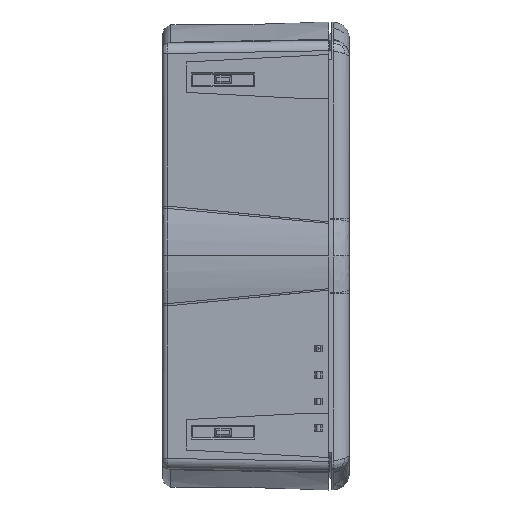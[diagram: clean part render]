
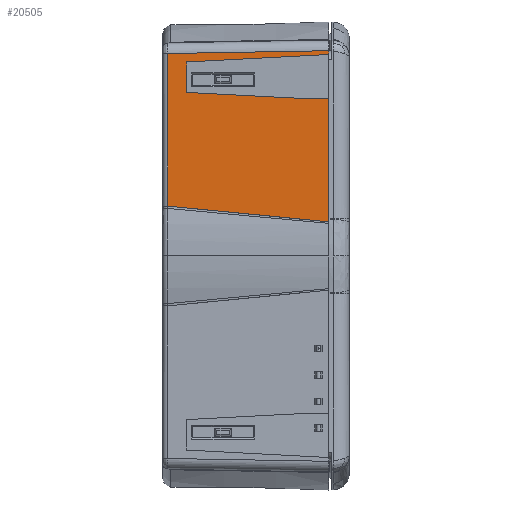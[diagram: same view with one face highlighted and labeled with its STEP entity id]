
A CAD part, left-side view. The second image highlights one B-rep face of the part: STEP entity #20505.
In plain terms, the highlighted planar face has unit normal (-1, 0.018, 0).
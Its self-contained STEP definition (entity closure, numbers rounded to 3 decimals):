
#1033=PLANE('',#21566);
#2028=FACE_OUTER_BOUND('',#3149,.T.);
#3149=EDGE_LOOP('',(#17535,#17536,#17537,#17538,#17539,#17540,#17541,#17542,
#17543,#17544));
#4718=LINE('',#31832,#6758);
#4756=LINE('',#31926,#6796);
#4759=LINE('',#31931,#6799);
#5296=LINE('',#37229,#7336);
#5297=LINE('',#37232,#7337);
#5298=LINE('',#37234,#7338);
#5299=LINE('',#37235,#7339);
#5300=LINE('',#37236,#7340);
#5301=LINE('',#37237,#7341);
#6758=VECTOR('',#23749,1.);
#6796=VECTOR('',#23807,1.);
#6799=VECTOR('',#23810,1.);
#7336=VECTOR('',#25261,1.);
#7337=VECTOR('',#25264,1.);
#7338=VECTOR('',#25265,1.);
#7339=VECTOR('',#25266,1.);
#7340=VECTOR('',#25267,1.);
#7341=VECTOR('',#25268,1.);
#8099=B_SPLINE_CURVE_WITH_KNOTS('',3,(#37204,#37205,#37206,#37207,#37208,
#37209,#37210,#37211,#37212,#37213,#37214,#37215,#37216,#37217),
 .UNSPECIFIED.,.F.,.F.,(4,2,2,2,2,2,4),(0.,0.201,0.467,
0.5,0.734,0.867,1.),.UNSPECIFIED.);
#9181=VERTEX_POINT('',#31828);
#9183=VERTEX_POINT('',#31831);
#9228=VERTEX_POINT('',#31923);
#9229=VERTEX_POINT('',#31925);
#9231=VERTEX_POINT('',#31930);
#9764=VERTEX_POINT('',#37202);
#9765=VERTEX_POINT('',#37219);
#9766=VERTEX_POINT('',#37221);
#9767=VERTEX_POINT('',#37231);
#9768=VERTEX_POINT('',#37233);
#11558=EDGE_CURVE('',#9181,#9183,#4718,.T.);
#11605=EDGE_CURVE('',#9229,#9228,#4756,.T.);
#11608=EDGE_CURVE('',#9231,#9183,#4759,.T.);
#12429=EDGE_CURVE('',#9231,#9764,#8099,.T.);
#12432=EDGE_CURVE('',#9765,#9766,#5296,.T.);
#12433=EDGE_CURVE('',#9767,#9181,#5297,.T.);
#12434=EDGE_CURVE('',#9767,#9768,#5298,.T.);
#12435=EDGE_CURVE('',#9229,#9768,#5299,.T.);
#12436=EDGE_CURVE('',#9228,#9765,#5300,.T.);
#12437=EDGE_CURVE('',#9764,#9766,#5301,.T.);
#17535=ORIENTED_EDGE('',*,*,#11608,.T.);
#17536=ORIENTED_EDGE('',*,*,#11558,.F.);
#17537=ORIENTED_EDGE('',*,*,#12433,.F.);
#17538=ORIENTED_EDGE('',*,*,#12434,.T.);
#17539=ORIENTED_EDGE('',*,*,#12435,.F.);
#17540=ORIENTED_EDGE('',*,*,#11605,.T.);
#17541=ORIENTED_EDGE('',*,*,#12436,.T.);
#17542=ORIENTED_EDGE('',*,*,#12432,.T.);
#17543=ORIENTED_EDGE('',*,*,#12437,.F.);
#17544=ORIENTED_EDGE('',*,*,#12429,.F.);
#20505=ADVANCED_FACE('',(#2028),#1033,.T.);
#21566=AXIS2_PLACEMENT_3D('',#37230,#25262,#25263);
#23749=DIRECTION('',(-0.017,-1.,0.));
#23807=DIRECTION('',(0.,0.,1.));
#23810=DIRECTION('',(0.,0.,1.));
#25261=DIRECTION('',(0.,0.,-1.));
#25262=DIRECTION('center_axis',(-1.,0.017,0.));
#25263=DIRECTION('ref_axis',(0.017,1.,0.));
#25264=DIRECTION('',(-0.017,-0.998,-0.052));
#25265=DIRECTION('',(0.,0.,1.));
#25266=DIRECTION('',(0.017,0.998,-0.052));
#25267=DIRECTION('',(0.017,1.,-0.017));
#25268=DIRECTION('',(0.017,0.999,0.04));
#31828=CARTESIAN_POINT('',(-19.881,-6.37,15.924));
#31831=CARTESIAN_POINT('',(-19.908,-7.92,15.924));
#31832=CARTESIAN_POINT('',(-19.77,0.,15.924));
#31923=CARTESIAN_POINT('',(-19.908,-7.92,20.553));
#31925=CARTESIAN_POINT('',(-19.908,-7.92,20.189));
#31926=CARTESIAN_POINT('',(-19.908,-7.92,0.));
#31930=CARTESIAN_POINT('',(-19.908,-7.92,4.145));
#31931=CARTESIAN_POINT('',(-19.908,-7.92,0.));
#37202=CARTESIAN_POINT('',(-19.639,7.513,5.647));
#37204=CARTESIAN_POINT('Ctrl Pts',(-19.908,-7.92,
4.145));
#37205=CARTESIAN_POINT('Ctrl Pts',(-19.89,-6.89,
4.269));
#37206=CARTESIAN_POINT('Ctrl Pts',(-19.872,-5.858,
4.386));
#37207=CARTESIAN_POINT('Ctrl Pts',(-19.83,-3.458,
4.646));
#37208=CARTESIAN_POINT('Ctrl Pts',(-19.806,-2.088,
4.786));
#37209=CARTESIAN_POINT('Ctrl Pts',(-19.78,-0.548,
4.935));
#37210=CARTESIAN_POINT('Ctrl Pts',(-19.777,-0.379,
4.951));
#37211=CARTESIAN_POINT('Ctrl Pts',(-19.753,0.992,
5.082));
#37212=CARTESIAN_POINT('Ctrl Pts',(-19.732,2.194,5.192));
#37213=CARTESIAN_POINT('Ctrl Pts',(-19.699,4.082,5.359));
#37214=CARTESIAN_POINT('Ctrl Pts',(-19.687,4.768,5.418));
#37215=CARTESIAN_POINT('Ctrl Pts',(-19.663,6.14,5.534));
#37216=CARTESIAN_POINT('Ctrl Pts',(-19.651,6.826,5.591));
#37217=CARTESIAN_POINT('Ctrl Pts',(-19.639,7.513,5.647));
#37219=CARTESIAN_POINT('',(-19.638,7.539,20.283));
#37221=CARTESIAN_POINT('',(-19.638,7.539,5.648));
#37229=CARTESIAN_POINT('',(-19.638,7.539,20.283));
#37230=CARTESIAN_POINT('Origin',(-19.915,-8.311,20.968));
#37231=CARTESIAN_POINT('',(-19.67,5.73,16.558));
#37232=CARTESIAN_POINT('',(-19.77,0.,16.257));
#37233=CARTESIAN_POINT('',(-19.67,5.73,19.473));
#37234=CARTESIAN_POINT('',(-19.67,5.73,0.));
#37235=CARTESIAN_POINT('',(-19.77,0.,19.774));
#37236=CARTESIAN_POINT('',(-19.908,-7.92,20.553));
#37237=CARTESIAN_POINT('',(-19.639,7.513,5.647));
